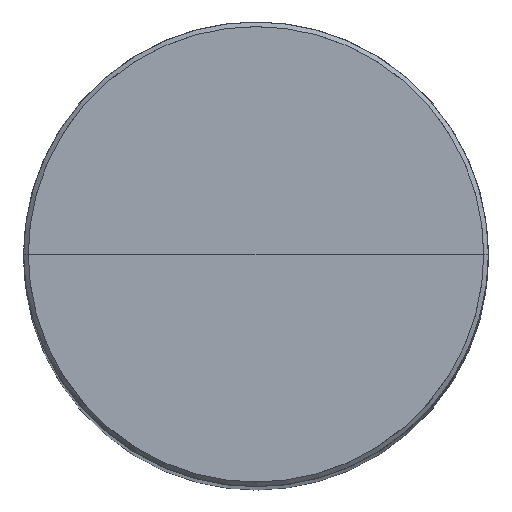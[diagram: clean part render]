
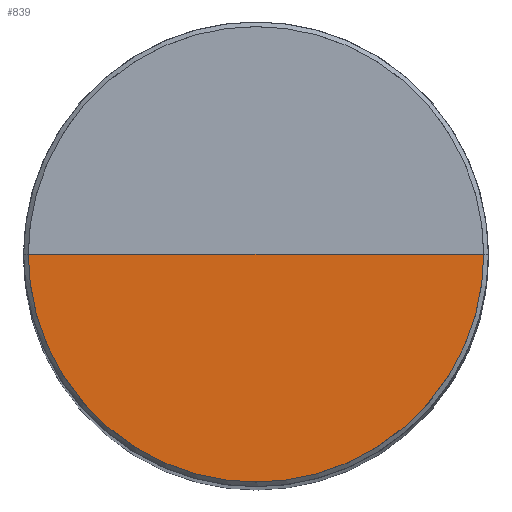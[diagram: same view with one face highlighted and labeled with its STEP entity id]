
A CAD part, top view. The second image highlights one B-rep face of the part: STEP entity #839.
In plain terms, the highlighted free-form (B-spline) face has degree [1, 2] with [2, 5] control points.
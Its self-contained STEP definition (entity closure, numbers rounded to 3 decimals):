
#514=CARTESIAN_POINT('',(-4.9,0.,74.7));
#515=CARTESIAN_POINT('',(-4.9,-4.9,74.7));
#516=CARTESIAN_POINT('',(0.,-4.9,74.7));
#517=CARTESIAN_POINT('',(4.9,-4.9,74.7));
#518=CARTESIAN_POINT('',(4.9,0.,74.7));
#519=CARTESIAN_POINT('',(0.,0.,74.7));
#824=(
BOUNDED_SURFACE()
B_SPLINE_SURFACE(1,2,(
(#514,#515,#516,#517,#518),
(#519,#519,#519,#519,#519)
), .UNSPECIFIED.,.F.,.F.,.F.)
B_SPLINE_SURFACE_WITH_KNOTS((2,2),(3,2,3),(
0.,1.),(
0.,0.5,1.), .UNSPECIFIED.)
GEOMETRIC_REPRESENTATION_ITEM()
RATIONAL_B_SPLINE_SURFACE(((1.,0.707,1.,0.707,1.),
(1.,0.707,1.,0.707,1.)
))
REPRESENTATION_ITEM('')
SURFACE()
);
#825=(
BOUNDED_CURVE()
B_SPLINE_CURVE(2,(#518,#517,#516,#515,#514),.UNSPECIFIED.,.F.,.F.)
B_SPLINE_CURVE_WITH_KNOTS((3,2,3),
(0.,0.5,1.),.UNSPECIFIED.)
CURVE()
GEOMETRIC_REPRESENTATION_ITEM()
RATIONAL_B_SPLINE_CURVE((1.,0.707,1.,0.707,1.))
REPRESENTATION_ITEM('')
);
#826=(
BOUNDED_CURVE()
B_SPLINE_CURVE(1,(#514,#519),.UNSPECIFIED.,.F.,.F.)
B_SPLINE_CURVE_WITH_KNOTS((2,2),
(0.,1.),.UNSPECIFIED.)
CURVE()
GEOMETRIC_REPRESENTATION_ITEM()
RATIONAL_B_SPLINE_CURVE((1.,1.))
REPRESENTATION_ITEM('')
);
#827=(
BOUNDED_CURVE()
B_SPLINE_CURVE(1,(#519,#518),.UNSPECIFIED.,.F.,.F.)
B_SPLINE_CURVE_WITH_KNOTS((2,2),
(0.,1.),.UNSPECIFIED.)
CURVE()
GEOMETRIC_REPRESENTATION_ITEM()
RATIONAL_B_SPLINE_CURVE((1.,1.))
REPRESENTATION_ITEM('')
);
#828=VERTEX_POINT('',#514);
#829=VERTEX_POINT('',#518);
#830=VERTEX_POINT('',#519);
#831=EDGE_CURVE('',#829,#828,#825,.T.);
#832=EDGE_CURVE('',#828,#830,#826,.T.);
#833=EDGE_CURVE('',#830,#829,#827,.T.);
#834=ORIENTED_EDGE('',*,*,#831,.T.);
#835=ORIENTED_EDGE('',*,*,#832,.T.);
#836=ORIENTED_EDGE('',*,*,#833,.T.);
#837=EDGE_LOOP('',(#834,#835,#836));
#838=FACE_OUTER_BOUND('',#837,.T.);
#839=ADVANCED_FACE('',(#838),#824,.T.);
